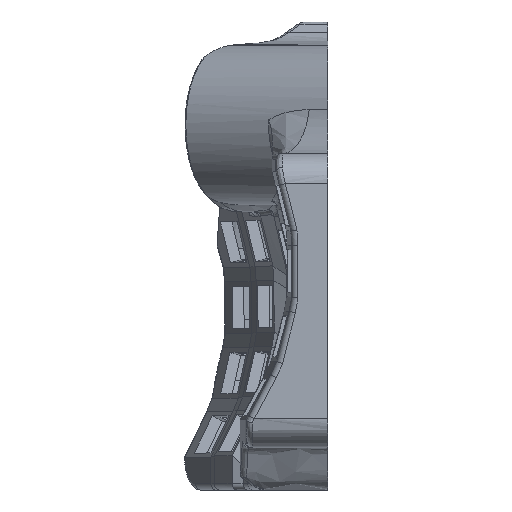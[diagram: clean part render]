
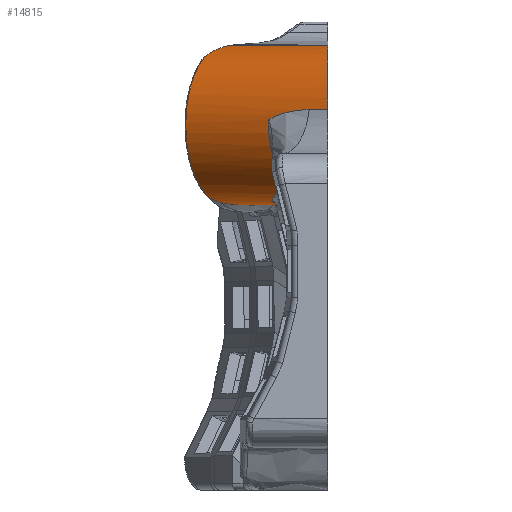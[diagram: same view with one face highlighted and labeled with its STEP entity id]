
A CAD part, left-side view. The second image highlights one B-rep face of the part: STEP entity #14815.
In plain terms, the highlighted cylindrical face has radius 26.253 mm (diameter 52.505 mm), a partial arc.
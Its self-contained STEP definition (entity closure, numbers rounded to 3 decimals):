
#21=ELLIPSE('',#15628,30.314,26.253);
#26=ELLIPSE('',#15633,39.318,26.253);
#28=ELLIPSE('',#15635,26.885,26.253);
#30=ELLIPSE('',#15637,35.372,26.253);
#32=ELLIPSE('',#15639,26.966,26.253);
#89=CYLINDRICAL_SURFACE('',#15643,26.253);
#1012=FACE_OUTER_BOUND('',#1839,.T.);
#1839=EDGE_LOOP('',(#10779,#10780,#10781,#10782,#10783,#10784,#10785,#10786,
#10787,#10788,#10789,#10790,#10791,#10792));
#2780=LINE('',#23297,#4463);
#2781=LINE('',#23299,#4464);
#4463=VECTOR('',#16689,10.);
#4464=VECTOR('',#16690,10.);
#6116=B_SPLINE_CURVE_WITH_KNOTS('',3,(#23218,#23219,#23220,#23221,#23222,
#23223),.UNSPECIFIED.,.F.,.F.,(4,2,4),(-0.821,-0.559,
0.),.UNSPECIFIED.);
#6118=B_SPLINE_CURVE_WITH_KNOTS('',3,(#23275,#23276,#23277,#23278,#23279,
#23280,#23281,#23282,#23283,#23284),.UNSPECIFIED.,.F.,.F.,(4,2,2,2,4),(0.438,
0.532,1.077,1.96,2.144),
 .UNSPECIFIED.);
#6119=B_SPLINE_CURVE_WITH_KNOTS('',3,(#23287,#23288,#23289,#23290),
 .UNSPECIFIED.,.F.,.F.,(4,4),(1.332,1.652),
 .UNSPECIFIED.);
#6120=B_SPLINE_CURVE_WITH_KNOTS('',3,(#23292,#23293,#23294,#23295,#23296),
 .UNSPECIFIED.,.F.,.F.,(4,1,4),(0.,1.125,
1.332),.UNSPECIFIED.);
#6121=B_SPLINE_CURVE_WITH_KNOTS('',3,(#23301,#23302,#23303,#23304,#23305,
#23306),.UNSPECIFIED.,.F.,.F.,(4,2,4),(-0.003,0.,0.1),
 .UNSPECIFIED.);
#6122=B_SPLINE_CURVE_WITH_KNOTS('',3,(#23308,#23309,#23310,#23311,#23312,
#23313,#23314,#23315,#23316,#23317),.UNSPECIFIED.,.F.,.F.,(4,2,2,2,4),(0.163,
0.379,0.799,0.979,0.981),
 .UNSPECIFIED.);
#6123=B_SPLINE_CURVE_WITH_KNOTS('',3,(#23318,#23319,#23320,#23321,#23322,
#23323,#23324,#23325,#23326,#23327,#23328,#23329,#23330,#23331,#23332,#23333),
 .UNSPECIFIED.,.F.,.F.,(4,2,2,2,2,2,2,4),(-2.453,-2.142,
-1.766,-1.569,-1.406,-1.188,
-0.816,-0.528),.UNSPECIFIED.);
#6623=VERTEX_POINT('',#22154);
#6624=VERTEX_POINT('',#22161);
#6664=VERTEX_POINT('',#22742);
#6665=VERTEX_POINT('',#22755);
#6669=VERTEX_POINT('',#22795);
#6671=VERTEX_POINT('',#22869);
#6674=VERTEX_POINT('',#22938);
#6696=VERTEX_POINT('',#23210);
#6697=VERTEX_POINT('',#23217);
#6699=VERTEX_POINT('',#23286);
#6700=VERTEX_POINT('',#23291);
#6701=VERTEX_POINT('',#23298);
#6702=VERTEX_POINT('',#23300);
#6703=VERTEX_POINT('',#23307);
#8165=EDGE_CURVE('',#6624,#6623,#21,.T.);
#8212=EDGE_CURVE('',#6664,#6665,#26,.T.);
#8217=EDGE_CURVE('',#6669,#6664,#28,.T.);
#8221=EDGE_CURVE('',#6671,#6669,#30,.T.);
#8224=EDGE_CURVE('',#6674,#6671,#32,.T.);
#8253=EDGE_CURVE('',#6696,#6697,#6116,.T.);
#8257=EDGE_CURVE('',#6696,#6665,#6118,.T.);
#8258=EDGE_CURVE('',#6699,#6674,#6119,.T.);
#8259=EDGE_CURVE('',#6700,#6699,#6120,.T.);
#8260=EDGE_CURVE('',#6624,#6700,#2780,.T.);
#8261=EDGE_CURVE('',#6701,#6623,#2781,.T.);
#8262=EDGE_CURVE('',#6702,#6701,#6121,.T.);
#8263=EDGE_CURVE('',#6703,#6702,#6122,.T.);
#8264=EDGE_CURVE('',#6697,#6703,#6123,.T.);
#10779=ORIENTED_EDGE('',*,*,#8212,.F.);
#10780=ORIENTED_EDGE('',*,*,#8217,.F.);
#10781=ORIENTED_EDGE('',*,*,#8221,.F.);
#10782=ORIENTED_EDGE('',*,*,#8224,.F.);
#10783=ORIENTED_EDGE('',*,*,#8258,.F.);
#10784=ORIENTED_EDGE('',*,*,#8259,.F.);
#10785=ORIENTED_EDGE('',*,*,#8260,.F.);
#10786=ORIENTED_EDGE('',*,*,#8165,.T.);
#10787=ORIENTED_EDGE('',*,*,#8261,.F.);
#10788=ORIENTED_EDGE('',*,*,#8262,.F.);
#10789=ORIENTED_EDGE('',*,*,#8263,.F.);
#10790=ORIENTED_EDGE('',*,*,#8264,.F.);
#10791=ORIENTED_EDGE('',*,*,#8253,.F.);
#10792=ORIENTED_EDGE('',*,*,#8257,.T.);
#14815=ADVANCED_FACE('',(#1012),#89,.T.);
#15628=AXIS2_PLACEMENT_3D('',#22162,#16632,#16633);
#15633=AXIS2_PLACEMENT_3D('',#22756,#16655,#16656);
#15635=AXIS2_PLACEMENT_3D('',#22842,#16659,#16660);
#15637=AXIS2_PLACEMENT_3D('',#22904,#16663,#16664);
#15639=AXIS2_PLACEMENT_3D('',#22949,#16667,#16668);
#15643=AXIS2_PLACEMENT_3D('',#23285,#16687,#16688);
#16632=DIRECTION('center_axis',(0.,1.,0.));
#16633=DIRECTION('ref_axis',(1.,0.,0.));
#16655=DIRECTION('center_axis',(0.311,-0.95,0.));
#16656=DIRECTION('ref_axis',(-0.95,-0.311,0.));
#16659=DIRECTION('center_axis',(-0.675,-0.738,0.));
#16660=DIRECTION('ref_axis',(-0.738,0.675,0.));
#16663=DIRECTION('center_axis',(0.209,-0.978,0.));
#16664=DIRECTION('ref_axis',(-0.978,-0.209,0.));
#16667=DIRECTION('center_axis',(-0.685,-0.729,0.));
#16668=DIRECTION('ref_axis',(-0.729,0.685,0.));
#16687=DIRECTION('center_axis',(-0.5,-0.866,0.));
#16688=DIRECTION('ref_axis',(0.,0.,-1.));
#16689=DIRECTION('',(0.5,0.866,0.));
#16690=DIRECTION('',(-0.5,-0.866,0.));
#22154=CARTESIAN_POINT('',(-7.938,0.,64.867));
#22161=CARTESIAN_POINT('',(-33.779,0.,43.927));
#22162=CARTESIAN_POINT('Origin',(-4.041,0.,38.832));
#22742=CARTESIAN_POINT('',(1.082,15.104,12.765));
#22755=CARTESIAN_POINT('',(10.11,18.056,12.778));
#22756=CARTESIAN_POINT('Origin',(5.516,16.554,38.832));
#22795=CARTESIAN_POINT('',(-2.62,18.49,13.832));
#22842=CARTESIAN_POINT('Origin',(3.436,12.951,38.832));
#22869=CARTESIAN_POINT('',(-18.549,15.08,21.948));
#22904=CARTESIAN_POINT('Origin',(7.938,20.75,38.832));
#22938=CARTESIAN_POINT('',(-23.111,19.366,40.524));
#22949=CARTESIAN_POINT('Origin',(-3.498,0.942,38.832));
#23210=CARTESIAN_POINT('',(8.558,35.297,13.458));
#23217=CARTESIAN_POINT('',(3.285,40.489,16.561));
#23218=CARTESIAN_POINT('Ctrl Pts',(8.558,35.297,13.458));
#23219=CARTESIAN_POINT('Ctrl Pts',(8.154,36.027,13.648));
#23220=CARTESIAN_POINT('Ctrl Pts',(7.687,36.706,13.878));
#23221=CARTESIAN_POINT('Ctrl Pts',(6.015,38.686,14.764));
#23222=CARTESIAN_POINT('Ctrl Pts',(4.666,39.717,15.574));
#23223=CARTESIAN_POINT('Ctrl Pts',(3.285,40.489,16.561));
#23275=CARTESIAN_POINT('Ctrl Pts',(8.558,35.297,13.458));
#23276=CARTESIAN_POINT('Ctrl Pts',(8.687,35.064,13.398));
#23277=CARTESIAN_POINT('Ctrl Pts',(8.808,34.828,13.342));
#23278=CARTESIAN_POINT('Ctrl Pts',(9.587,33.193,12.987));
#23279=CARTESIAN_POINT('Ctrl Pts',(10.008,31.686,12.819));
#23280=CARTESIAN_POINT('Ctrl Pts',(10.675,27.633,12.551));
#23281=CARTESIAN_POINT('Ctrl Pts',(10.731,24.539,12.531));
#23282=CARTESIAN_POINT('Ctrl Pts',(10.302,19.745,12.701));
#23283=CARTESIAN_POINT('Ctrl Pts',(10.212,18.904,12.737));
#23284=CARTESIAN_POINT('Ctrl Pts',(10.11,18.056,12.778));
#23285=CARTESIAN_POINT('Origin',(15.392,33.66,38.832));
#23286=CARTESIAN_POINT('',(-24.275,17.146,41.698));
#23287=CARTESIAN_POINT('Ctrl Pts',(-24.275,17.146,41.699));
#23288=CARTESIAN_POINT('Ctrl Pts',(-23.868,17.93,41.346));
#23289=CARTESIAN_POINT('Ctrl Pts',(-23.481,18.675,40.953));
#23290=CARTESIAN_POINT('Ctrl Pts',(-23.112,19.368,40.525));
#23291=CARTESIAN_POINT('',(-30.259,6.098,43.927));
#23292=CARTESIAN_POINT('Ctrl Pts',(-30.259,6.098,43.927));
#23293=CARTESIAN_POINT('Ctrl Pts',(-28.384,9.345,43.927));
#23294=CARTESIAN_POINT('Ctrl Pts',(-26.287,13.268,43.293));
#23295=CARTESIAN_POINT('Ctrl Pts',(-24.538,16.639,41.928));
#23296=CARTESIAN_POINT('Ctrl Pts',(-24.275,17.146,41.699));
#23297=CARTESIAN_POINT('',(-6.911,46.537,43.927));
#23298=CARTESIAN_POINT('',(11.111,32.993,64.867));
#23299=CARTESIAN_POINT('',(12.47,35.347,64.867));
#23300=CARTESIAN_POINT('',(9.943,33.343,64.685));
#23301=CARTESIAN_POINT('Ctrl Pts',(9.943,33.343,64.685));
#23302=CARTESIAN_POINT('Ctrl Pts',(9.952,33.341,64.687));
#23303=CARTESIAN_POINT('Ctrl Pts',(9.961,33.338,64.689));
#23304=CARTESIAN_POINT('Ctrl Pts',(10.289,33.264,64.745));
#23305=CARTESIAN_POINT('Ctrl Pts',(10.675,33.187,64.805));
#23306=CARTESIAN_POINT('Ctrl Pts',(11.111,32.993,64.867));
#23307=CARTESIAN_POINT('',(3.443,40.42,61.209));
#23308=CARTESIAN_POINT('Ctrl Pts',(3.443,40.42,61.209));
#23309=CARTESIAN_POINT('Ctrl Pts',(3.984,39.985,61.63));
#23310=CARTESIAN_POINT('Ctrl Pts',(4.549,39.457,62.049));
#23311=CARTESIAN_POINT('Ctrl Pts',(6.309,37.632,63.231));
#23312=CARTESIAN_POINT('Ctrl Pts',(7.439,36.25,63.838));
#23313=CARTESIAN_POINT('Ctrl Pts',(9.104,34.284,64.456));
#23314=CARTESIAN_POINT('Ctrl Pts',(9.546,33.772,64.587));
#23315=CARTESIAN_POINT('Ctrl Pts',(9.933,33.353,64.683));
#23316=CARTESIAN_POINT('Ctrl Pts',(9.938,33.348,64.684));
#23317=CARTESIAN_POINT('Ctrl Pts',(9.943,33.343,64.685));
#23318=CARTESIAN_POINT('Ctrl Pts',(3.285,40.489,16.561));
#23319=CARTESIAN_POINT('Ctrl Pts',(1.161,41.677,18.079));
#23320=CARTESIAN_POINT('Ctrl Pts',(-0.714,42.766,
19.987));
#23321=CARTESIAN_POINT('Ctrl Pts',(-4.221,44.742,24.907));
#23322=CARTESIAN_POINT('Ctrl Pts',(-5.668,45.53,28.016));
#23323=CARTESIAN_POINT('Ctrl Pts',(-6.977,46.288,33.108));
#23324=CARTESIAN_POINT('Ctrl Pts',(-7.265,46.459,34.906));
#23325=CARTESIAN_POINT('Ctrl Pts',(-7.497,46.593,38.23));
#23326=CARTESIAN_POINT('Ctrl Pts',(-7.491,46.585,39.742));
#23327=CARTESIAN_POINT('Ctrl Pts',(-7.214,46.416,43.26));
#23328=CARTESIAN_POINT('Ctrl Pts',(-6.854,46.205,45.245));
#23329=CARTESIAN_POINT('Ctrl Pts',(-5.334,45.361,50.436));
#23330=CARTESIAN_POINT('Ctrl Pts',(-3.822,44.52,53.462));
#23331=CARTESIAN_POINT('Ctrl Pts',(-0.33,42.525,
58.083));
#23332=CARTESIAN_POINT('Ctrl Pts',(1.456,41.519,59.816));
#23333=CARTESIAN_POINT('Ctrl Pts',(3.443,40.42,61.209));
